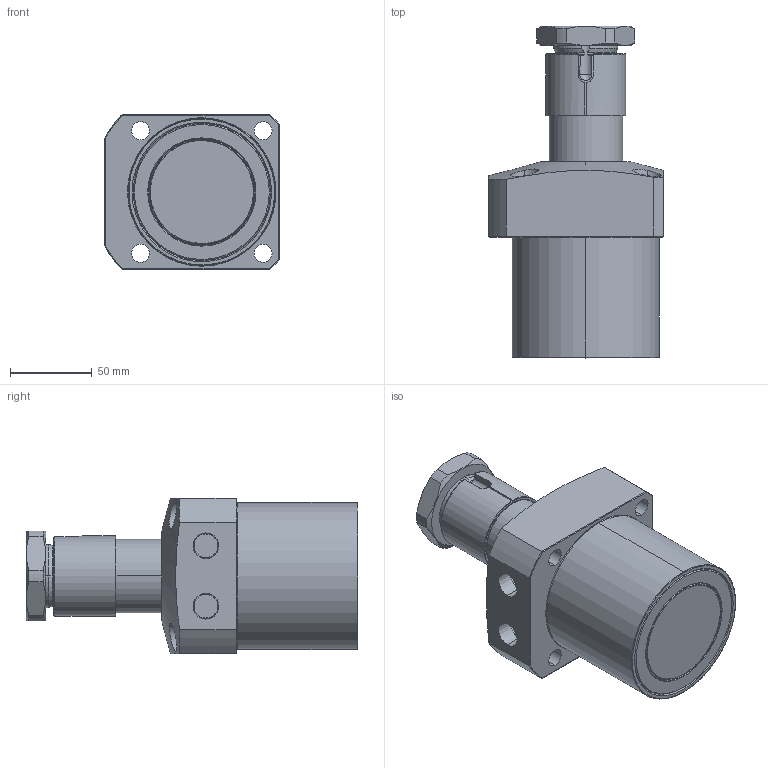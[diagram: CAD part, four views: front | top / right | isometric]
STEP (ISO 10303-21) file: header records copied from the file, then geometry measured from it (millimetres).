
FILE_DESCRIPTION (( 'STEP AP203' ), '1' );
FILE_NAME ('LHA0900-SR.STEP', '2019-09-24T02:21:09', ( '微软用户' ), ( '微软中国' ), 'SwSTEP 2.0', 'SolidWorks 2012', '' );
FILE_SCHEMA (( 'CONFIG_CONTROL_DESIGN' ));
Length unit declared in the file: millimetre
Products named in the file (6): LHA0900-SR; LHA0900-簸忣諍匏_; LHA0900-ů_; LHA0900-楓羔_蹬怮椔); LHA0900-咂衝椳紕_蹬怮椔); LHA0900-槭暌滀S(蹬怮椔)_1
Assembly tree (5 placements, depth 2):
  LHA0900-SR
    LHA0900-槭暌滀S(蹬怮椔)_1
    LHA0900-咂衝椳紕_蹬怮椔)
    LHA0900-楓羔_蹬怮椔)
    LHA0900-ů_
    LHA0900-簸忣諍匏_
Bounding box: 107 x 203 x 95 mm (x, y, z)
Volume: 1018339.5 mm3; surface area: 106096.3 mm2
Topology: 5 solids, 5 shells, 179 faces, 431 edges, 275 vertices
Faces by surface type: cylinder 63, plane 59, cone 37, bspline 20
Entity records: 7146 total; most frequent: CARTESIAN_POINT 2446, ORIENTED_EDGE 860, DIRECTION 851, EDGE_CURVE 430, AXIS2_PLACEMENT_3D 348, VERTEX_POINT 275, EDGE_LOOP 203, CIRCLE 181
